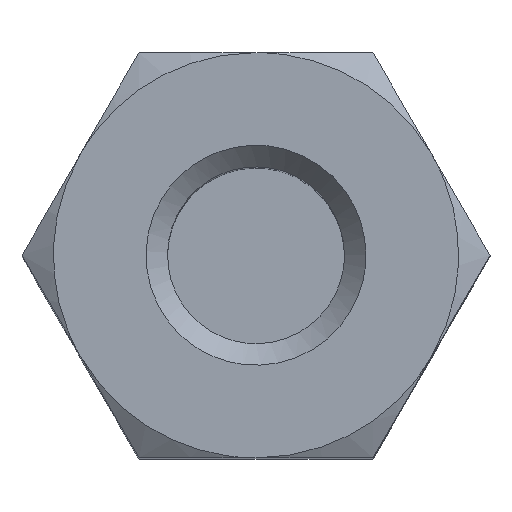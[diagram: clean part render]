
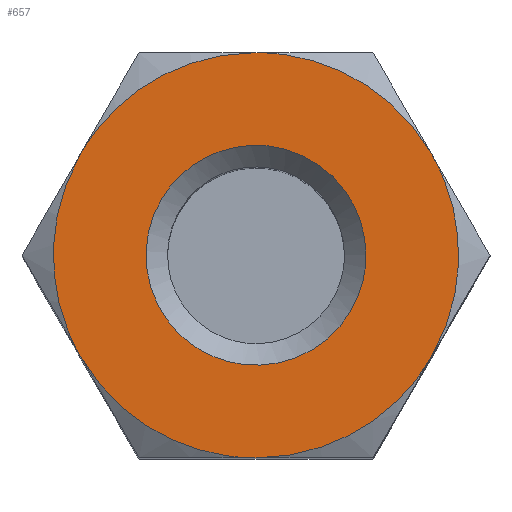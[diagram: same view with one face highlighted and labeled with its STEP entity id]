
A CAD part, top view. The second image highlights one B-rep face of the part: STEP entity #657.
In plain terms, the highlighted free-form (B-spline) face has degree [1, 1] with [2, 2] control points.
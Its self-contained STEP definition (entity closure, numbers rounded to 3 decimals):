
#366 = VERTEX_POINT('',#367);
#367 = CARTESIAN_POINT('',(-2.154,-1.244,
    10.583));
#400 = VERTEX_POINT('',#401);
#401 = CARTESIAN_POINT('',(-2.154,1.244,
    10.583));
#434 = VERTEX_POINT('',#435);
#435 = CARTESIAN_POINT('',(0.,2.487,
    10.583));
#468 = VERTEX_POINT('',#469);
#469 = CARTESIAN_POINT('',(2.154,1.244,10.583
    ));
#502 = VERTEX_POINT('',#503);
#503 = CARTESIAN_POINT('',(2.154,-1.244,
    10.583));
#530 = VERTEX_POINT('',#531);
#531 = CARTESIAN_POINT('',(0.,-2.487,
    10.583));
#554 = EDGE_CURVE('',#366,#530,#555,.T.);
#555 = ( BOUNDED_CURVE() B_SPLINE_CURVE(2,(#556,#557,#558),
.UNSPECIFIED.,.F.,.F.) B_SPLINE_CURVE_WITH_KNOTS((3,3),(3.665,
4.712),.PIECEWISE_BEZIER_KNOTS.) CURVE() 
GEOMETRIC_REPRESENTATION_ITEM() RATIONAL_B_SPLINE_CURVE((1.,
0.866,1.)) REPRESENTATION_ITEM('') );
#556 = CARTESIAN_POINT('',(-2.154,-1.244,
    10.583));
#557 = CARTESIAN_POINT('',(-1.436,-2.487,
    10.583));
#558 = CARTESIAN_POINT('',(0.,-2.487,
    10.583));
#573 = EDGE_CURVE('',#400,#366,#574,.T.);
#574 = ( BOUNDED_CURVE() B_SPLINE_CURVE(2,(#575,#576,#577),
.UNSPECIFIED.,.F.,.F.) B_SPLINE_CURVE_WITH_KNOTS((3,3),(2.618,
3.665),.PIECEWISE_BEZIER_KNOTS.) CURVE() 
GEOMETRIC_REPRESENTATION_ITEM() RATIONAL_B_SPLINE_CURVE((1.,
0.866,1.)) REPRESENTATION_ITEM('') );
#575 = CARTESIAN_POINT('',(-2.154,1.244,
    10.583));
#576 = CARTESIAN_POINT('',(-2.872,0.,
    10.583));
#577 = CARTESIAN_POINT('',(-2.154,-1.244,
    10.583));
#591 = EDGE_CURVE('',#434,#400,#592,.T.);
#592 = ( BOUNDED_CURVE() B_SPLINE_CURVE(2,(#593,#594,#595),
.UNSPECIFIED.,.F.,.F.) B_SPLINE_CURVE_WITH_KNOTS((3,3),(1.571,
2.618),.PIECEWISE_BEZIER_KNOTS.) CURVE() 
GEOMETRIC_REPRESENTATION_ITEM() RATIONAL_B_SPLINE_CURVE((1.,
0.866,1.)) REPRESENTATION_ITEM('') );
#593 = CARTESIAN_POINT('',(0.,2.487,
    10.583));
#594 = CARTESIAN_POINT('',(-1.436,2.487,
    10.583));
#595 = CARTESIAN_POINT('',(-2.154,1.244,
    10.583));
#609 = EDGE_CURVE('',#468,#434,#610,.T.);
#610 = ( BOUNDED_CURVE() B_SPLINE_CURVE(2,(#611,#612,#613),
.UNSPECIFIED.,.F.,.F.) B_SPLINE_CURVE_WITH_KNOTS((3,3),(0.524,
1.571),.PIECEWISE_BEZIER_KNOTS.) CURVE() 
GEOMETRIC_REPRESENTATION_ITEM() RATIONAL_B_SPLINE_CURVE((1.,
0.866,1.)) REPRESENTATION_ITEM('') );
#611 = CARTESIAN_POINT('',(2.154,1.244,10.583
    ));
#612 = CARTESIAN_POINT('',(1.436,2.487,10.583
    ));
#613 = CARTESIAN_POINT('',(0.,2.487,
    10.583));
#627 = EDGE_CURVE('',#502,#468,#628,.T.);
#628 = ( BOUNDED_CURVE() B_SPLINE_CURVE(2,(#629,#630,#631),
.UNSPECIFIED.,.F.,.F.) B_SPLINE_CURVE_WITH_KNOTS((3,3),(5.76,
6.807),.PIECEWISE_BEZIER_KNOTS.) CURVE() 
GEOMETRIC_REPRESENTATION_ITEM() RATIONAL_B_SPLINE_CURVE((1.,
0.866,1.)) REPRESENTATION_ITEM('') );
#629 = CARTESIAN_POINT('',(2.154,-1.244,
    10.583));
#630 = CARTESIAN_POINT('',(2.872,0.,
    10.583));
#631 = CARTESIAN_POINT('',(2.154,1.244,10.583
    ));
#645 = EDGE_CURVE('',#530,#502,#646,.T.);
#646 = ( BOUNDED_CURVE() B_SPLINE_CURVE(2,(#647,#648,#649),
.UNSPECIFIED.,.F.,.F.) B_SPLINE_CURVE_WITH_KNOTS((3,3),(4.712,
5.76),.PIECEWISE_BEZIER_KNOTS.) CURVE() 
GEOMETRIC_REPRESENTATION_ITEM() RATIONAL_B_SPLINE_CURVE((1.,
0.866,1.)) REPRESENTATION_ITEM('') );
#647 = CARTESIAN_POINT('',(0.,-2.487,
    10.583));
#648 = CARTESIAN_POINT('',(1.436,-2.487,
    10.583));
#649 = CARTESIAN_POINT('',(2.154,-1.244,
    10.583));
#657 = ADVANCED_FACE('',(#658,#672),#680,.T.);
#658 = FACE_BOUND('',#659,.T.);
#659 = EDGE_LOOP('',(#660));
#660 = ORIENTED_EDGE('',*,*,#661,.F.);
#661 = EDGE_CURVE('',#662,#662,#664,.T.);
#662 = VERTEX_POINT('',#663);
#663 = CARTESIAN_POINT('',(1.349,0.,10.583));
#664 = ( BOUNDED_CURVE() B_SPLINE_CURVE(2,(#665,#666,#667,#668,#669,#670
,#671),.UNSPECIFIED.,.T.,.F.) B_SPLINE_CURVE_WITH_KNOTS((1,2,2,2,2,1),(
    -2.094,0.,2.094,4.189,6.283,
8.378),.UNSPECIFIED.) CURVE() GEOMETRIC_REPRESENTATION_ITEM() 
RATIONAL_B_SPLINE_CURVE((1.,0.5,1.,0.5,1.,0.5,1.)) REPRESENTATION_ITEM(
  '') );
#665 = CARTESIAN_POINT('',(1.349,0.,10.583));
#666 = CARTESIAN_POINT('',(1.349,2.337,10.583
    ));
#667 = CARTESIAN_POINT('',(-0.675,1.169,
    10.583));
#668 = CARTESIAN_POINT('',(-2.699,0.,
    10.583));
#669 = CARTESIAN_POINT('',(-0.675,-1.169,
    10.583));
#670 = CARTESIAN_POINT('',(1.349,-2.337,
    10.583));
#671 = CARTESIAN_POINT('',(1.349,0.,10.583));
#672 = FACE_BOUND('',#673,.T.);
#673 = EDGE_LOOP('',(#674,#675,#676,#677,#678,#679));
#674 = ORIENTED_EDGE('',*,*,#627,.T.);
#675 = ORIENTED_EDGE('',*,*,#609,.T.);
#676 = ORIENTED_EDGE('',*,*,#591,.T.);
#677 = ORIENTED_EDGE('',*,*,#573,.T.);
#678 = ORIENTED_EDGE('',*,*,#554,.T.);
#679 = ORIENTED_EDGE('',*,*,#645,.T.);
#680 = B_SPLINE_SURFACE_WITH_KNOTS('',1,1,(
    (#681,#682)
    ,(#683,#684
    )),.UNSPECIFIED.,.F.,.F.,.F.,(2,2),(2,2),(-2.35,2.35),(-2.35,2.35),
  .PIECEWISE_BEZIER_KNOTS.);
#681 = CARTESIAN_POINT('',(-2.487,-2.487,
    10.583));
#682 = CARTESIAN_POINT('',(-2.487,2.487,
    10.583));
#683 = CARTESIAN_POINT('',(2.487,-2.487,
    10.583));
#684 = CARTESIAN_POINT('',(2.487,2.487,10.583
    ));
